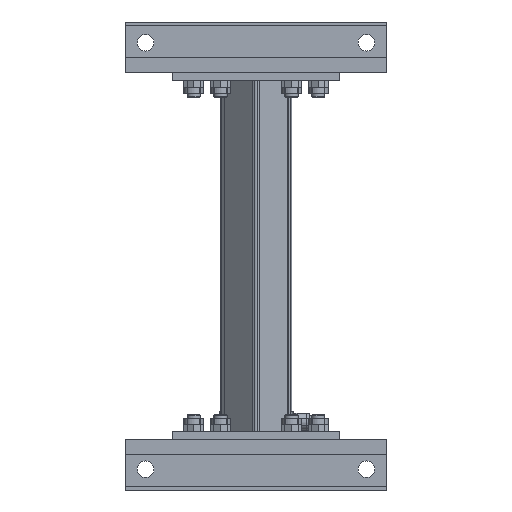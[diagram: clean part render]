
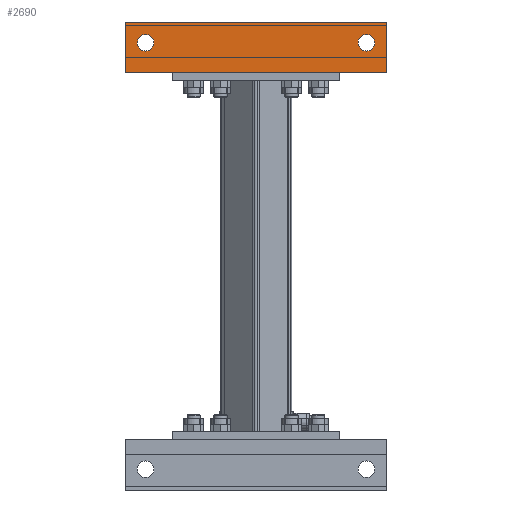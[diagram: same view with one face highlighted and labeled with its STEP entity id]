
A CAD part, left-side view. The second image highlights one B-rep face of the part: STEP entity #2690.
In plain terms, the highlighted face is planar.
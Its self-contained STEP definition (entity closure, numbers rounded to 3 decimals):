
#2690=ADVANCED_FACE('',(#4897,#4898,#4899),#4900,.T.);
#4897=FACE_BOUND('',#7082,.T.);
#4898=FACE_BOUND('',#7083,.T.);
#4899=FACE_OUTER_BOUND('',#7084,.T.);
#4900=PLANE('',#7085);
#7082=EDGE_LOOP('',(#10704));
#7083=EDGE_LOOP('',(#10705));
#7084=EDGE_LOOP('',(#10706,#10707,#10708,#10709));
#7085=AXIS2_PLACEMENT_3D('',#10710,#10711,#10712);
#10704=ORIENTED_EDGE('',*,*,#13154,.T.);
#10705=ORIENTED_EDGE('',*,*,#12530,.T.);
#10706=ORIENTED_EDGE('',*,*,#13788,.T.);
#10707=ORIENTED_EDGE('',*,*,#13789,.F.);
#10708=ORIENTED_EDGE('',*,*,#13557,.T.);
#10709=ORIENTED_EDGE('',*,*,#13790,.T.);
#10710=CARTESIAN_POINT('',(37.5,0.,0.));
#10711=DIRECTION('',(0.,-1.,0.));
#10712=DIRECTION('',(1.,0.,0.));
#12530=EDGE_CURVE('',#14328,#14328,#14329,.T.);
#13154=EDGE_CURVE('',#15346,#15346,#15347,.T.);
#13557=EDGE_CURVE('',#15917,#15924,#15926,.T.);
#13788=EDGE_CURVE('',#16228,#16229,#16230,.T.);
#13789=EDGE_CURVE('',#15917,#16229,#16231,.T.);
#13790=EDGE_CURVE('',#15924,#16228,#16232,.T.);
#14328=VERTEX_POINT('',#16968);
#14329=CIRCLE('',#16969,12.5);
#15346=VERTEX_POINT('',#19600);
#15347=CIRCLE('',#19601,12.5);
#15917=VERTEX_POINT('',#21019);
#15924=VERTEX_POINT('',#21029);
#15926=LINE('',#21032,#21033);
#16228=VERTEX_POINT('',#21914);
#16229=VERTEX_POINT('',#21915);
#16230=LINE('',#21916,#21917);
#16231=LINE('',#21918,#21919);
#16232=LINE('',#21920,#21921);
#16968=CARTESIAN_POINT('',(56.5,0.,360.));
#16969=AXIS2_PLACEMENT_3D('',#22905,#22906,#22907);
#19600=CARTESIAN_POINT('',(56.5,0.,30.));
#19601=AXIS2_PLACEMENT_3D('',#23644,#23645,#23646);
#21019=CARTESIAN_POINT('',(0.,0.,0.));
#21029=CARTESIAN_POINT('',(75.,0.,0.));
#21032=CARTESIAN_POINT('',(0.,0.,0.));
#21033=VECTOR('',#24022,1.);
#21914=CARTESIAN_POINT('',(75.,0.,390.));
#21915=CARTESIAN_POINT('',(0.,0.,390.));
#21916=CARTESIAN_POINT('',(0.,0.,390.));
#21917=VECTOR('',#24214,1.);
#21918=CARTESIAN_POINT('',(0.,0.,0.));
#21919=VECTOR('',#24215,1.);
#21920=CARTESIAN_POINT('',(75.,0.,0.));
#21921=VECTOR('',#24216,1.);
#22905=CARTESIAN_POINT('',(44.,0.,360.));
#22906=DIRECTION('',(0.,1.,0.));
#22907=DIRECTION('',(1.,0.,0.));
#23644=CARTESIAN_POINT('',(44.,0.,30.));
#23645=DIRECTION('',(0.,1.,0.));
#23646=DIRECTION('',(1.,0.,0.));
#24022=DIRECTION('',(1.,0.,0.));
#24214=DIRECTION('',(-1.,0.,0.));
#24215=DIRECTION('',(0.,0.,1.));
#24216=DIRECTION('',(0.,0.,1.));
